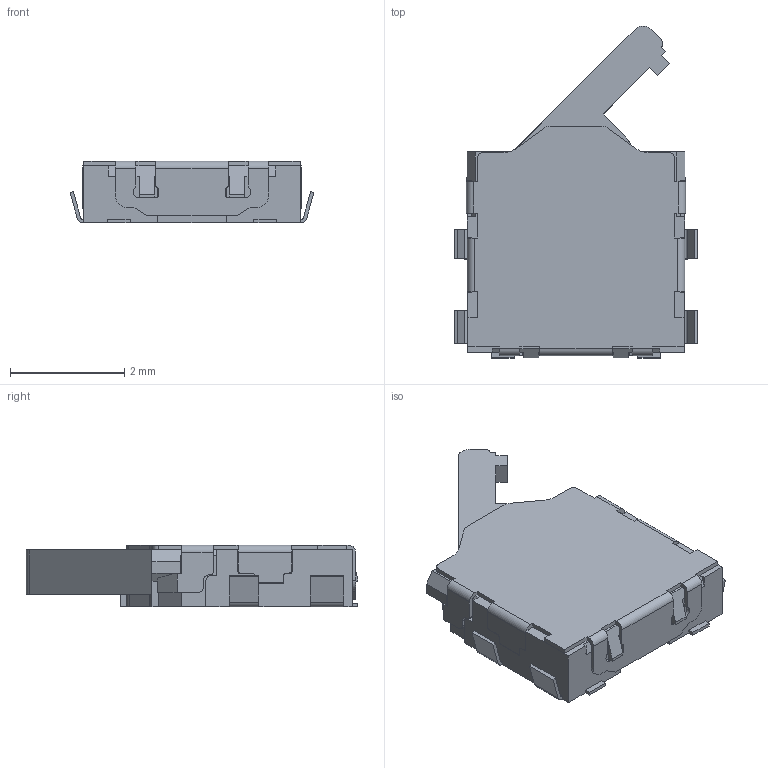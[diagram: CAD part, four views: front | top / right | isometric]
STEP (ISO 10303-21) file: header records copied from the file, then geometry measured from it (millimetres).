
FILE_DESCRIPTION(('FreeCAD Model'),'2;1');
FILE_NAME('SPVN120101.STEP','2016-05-19T11:09:14',('Author'),(''), 'Open CASCADE STEP processor 6.8','FreeCAD','Unknown');
FILE_SCHEMA(('AUTOMOTIVE_DESIGN_CC2 { 1 2 10303 214 -1 1 5 4 }'));
Length unit declared in the file: millimetre
Products named in the file (2): ASSEMBLY; SPVN120101
Assembly tree (1 placements, depth 2):
  ASSEMBLY
    SPVN120101
Bounding box: 4.26 x 5.8 x 1.08 mm (x, y, z)
Volume: 15.4 mm3; surface area: 67.5 mm2
Topology: 1 solids, 1 shells, 359 faces, 1052 edges, 687 vertices
Faces by surface type: plane 268, cylinder 91
Entity records: 36847 total; most frequent: CARTESIAN_POINT 14056, DIRECTION 3594, LINE 2375, VECTOR 2375, ORIENTED_EDGE 2104, PCURVE 2104, DEFINITIONAL_REPRESENTATION 2104, EDGE_CURVE 1052
